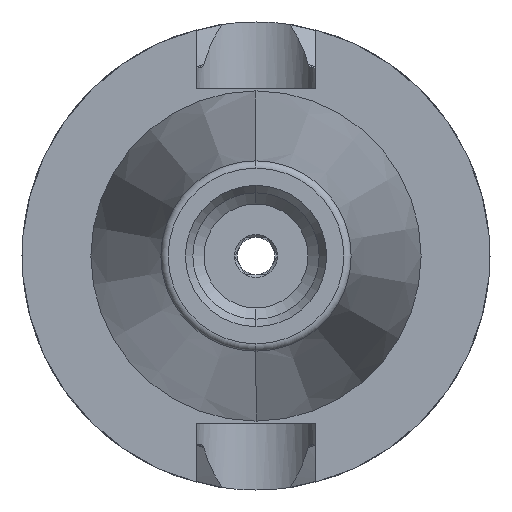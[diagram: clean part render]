
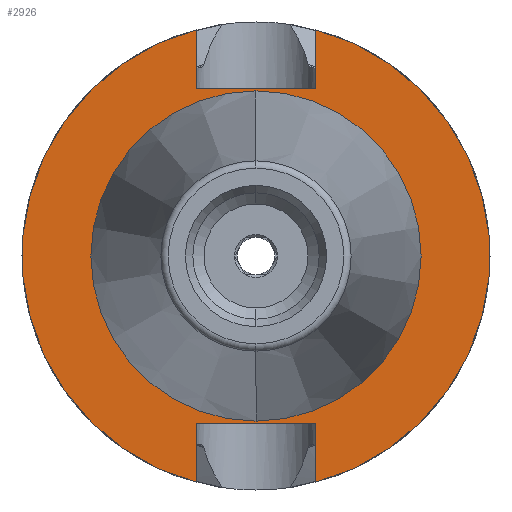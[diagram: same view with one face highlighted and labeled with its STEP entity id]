
A CAD part, left-side view. The second image highlights one B-rep face of the part: STEP entity #2926.
In plain terms, the highlighted planar face has unit normal (-1, 0, 0).
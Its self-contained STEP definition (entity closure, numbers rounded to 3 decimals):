
#131 = CARTESIAN_POINT ( 'NONE',  ( 2., -8.05, -22.6 ) ) ;
#230 = CARTESIAN_POINT ( 'NONE',  ( 2., 0., 21.725 ) ) ;
#296 = CARTESIAN_POINT ( 'NONE',  ( 2., 8.05, -30.454 ) ) ;
#725 = VECTOR ( 'NONE', #9087, 1000. ) ;
#776 = CIRCLE ( 'NONE', #3985, 31.5 ) ;
#811 = AXIS2_PLACEMENT_3D ( 'NONE', #2711, #2677, #2655 ) ;
#827 = CARTESIAN_POINT ( 'NONE',  ( 2., 8.05, 30.454 ) ) ;
#948 = VECTOR ( 'NONE', #4649, 1000. ) ;
#987 = EDGE_LOOP ( 'NONE', ( #1382, #5258, #7632, #8709, #3477, #2715, #3962, #8969 ) ) ;
#1084 = VERTEX_POINT ( 'NONE', #230 ) ;
#1369 = DIRECTION ( 'NONE',  ( 0., 0., -1. ) ) ;
#1382 = ORIENTED_EDGE ( 'NONE', *, *, #3843, .T. ) ;
#1881 = EDGE_LOOP ( 'NONE', ( #9086, #6921 ) ) ;
#2055 = CARTESIAN_POINT ( 'NONE',  ( 2., -8.05, 22.6 ) ) ;
#2294 = VECTOR ( 'NONE', #3742, 1000. ) ;
#2407 = CARTESIAN_POINT ( 'NONE',  ( 2., 8.05, 22.6 ) ) ;
#2432 = AXIS2_PLACEMENT_3D ( 'NONE', #3044, #3032, #3018 ) ;
#2598 = EDGE_CURVE ( 'NONE', #4069, #1084, #8298, .T. ) ;
#2655 = DIRECTION ( 'NONE',  ( 0., 0., -1. ) ) ;
#2677 = DIRECTION ( 'NONE',  ( 1., 0., 0. ) ) ;
#2711 = CARTESIAN_POINT ( 'NONE',  ( 2., 0., 0. ) ) ;
#2715 = ORIENTED_EDGE ( 'NONE', *, *, #4615, .F. ) ;
#2721 = LINE ( 'NONE', #9101, #725 ) ;
#2818 = CIRCLE ( 'NONE', #2432, 31.5 ) ;
#2926 = ADVANCED_FACE ( 'NONE', ( #7761, #5213 ), #10018, .F. ) ;
#2952 = EDGE_CURVE ( 'NONE', #1084, #4069, #3640, .T. ) ;
#3018 = DIRECTION ( 'NONE',  ( 0., 0., 1. ) ) ;
#3032 = DIRECTION ( 'NONE',  ( -1., 0., 0. ) ) ;
#3044 = CARTESIAN_POINT ( 'NONE',  ( 2., 0., 0. ) ) ;
#3166 = CARTESIAN_POINT ( 'NONE',  ( 2., -8.05, -30.454 ) ) ;
#3197 = AXIS2_PLACEMENT_3D ( 'NONE', #9209, #9195, #9185 ) ;
#3477 = ORIENTED_EDGE ( 'NONE', *, *, #4223, .T. ) ;
#3640 = CIRCLE ( 'NONE', #3197, 21.725 ) ;
#3742 = DIRECTION ( 'NONE',  ( 0., 0., 1. ) ) ;
#3818 = AXIS2_PLACEMENT_3D ( 'NONE', #9827, #9792, #9756 ) ;
#3843 = EDGE_CURVE ( 'NONE', #5709, #6851, #776, .T. ) ;
#3962 = ORIENTED_EDGE ( 'NONE', *, *, #4631, .F. ) ;
#3985 = AXIS2_PLACEMENT_3D ( 'NONE', #8654, #8627, #8601 ) ;
#4029 = EDGE_CURVE ( 'NONE', #5974, #6851, #8678, .T. ) ;
#4069 = VERTEX_POINT ( 'NONE', #5483 ) ;
#4108 = EDGE_CURVE ( 'NONE', #4390, #5974, #6044, .T. ) ;
#4122 = CARTESIAN_POINT ( 'NONE',  ( 2., -8.05, -30.454 ) ) ;
#4123 = VERTEX_POINT ( 'NONE', #4695 ) ;
#4184 = EDGE_CURVE ( 'NONE', #5626, #4390, #9499, .T. ) ;
#4223 = EDGE_CURVE ( 'NONE', #5626, #4123, #2818, .T. ) ;
#4251 = VERTEX_POINT ( 'NONE', #2407 ) ;
#4390 = VERTEX_POINT ( 'NONE', #131 ) ;
#4518 = VERTEX_POINT ( 'NONE', #2055 ) ;
#4615 = EDGE_CURVE ( 'NONE', #4518, #4123, #4959, .T. ) ;
#4631 = EDGE_CURVE ( 'NONE', #4251, #4518, #2721, .T. ) ;
#4649 = DIRECTION ( 'NONE',  ( 0., 1., 0. ) ) ;
#4695 = CARTESIAN_POINT ( 'NONE',  ( 2., -8.05, 30.454 ) ) ;
#4749 = EDGE_CURVE ( 'NONE', #5709, #4251, #6622, .T. ) ;
#4829 = CARTESIAN_POINT ( 'NONE',  ( 2., -8.05, -22.6 ) ) ;
#4959 = LINE ( 'NONE', #9184, #5695 ) ;
#5213 = FACE_BOUND ( 'NONE', #1881, .T. ) ;
#5258 = ORIENTED_EDGE ( 'NONE', *, *, #4029, .F. ) ;
#5378 = CARTESIAN_POINT ( 'NONE',  ( 2., 8.05, -22.6 ) ) ;
#5483 = CARTESIAN_POINT ( 'NONE',  ( 2., 0., -21.725 ) ) ;
#5626 = VERTEX_POINT ( 'NONE', #3166 ) ;
#5695 = VECTOR ( 'NONE', #9221, 1000. ) ;
#5709 = VERTEX_POINT ( 'NONE', #827 ) ;
#5974 = VERTEX_POINT ( 'NONE', #5378 ) ;
#6044 = LINE ( 'NONE', #4829, #948 ) ;
#6098 = DIRECTION ( 'NONE',  ( 0., 0., -1. ) ) ;
#6357 = CARTESIAN_POINT ( 'NONE',  ( 2., 8.05, -30.454 ) ) ;
#6537 = VECTOR ( 'NONE', #6098, 1000. ) ;
#6622 = LINE ( 'NONE', #7928, #8976 ) ;
#6851 = VERTEX_POINT ( 'NONE', #296 ) ;
#6921 = ORIENTED_EDGE ( 'NONE', *, *, #2598, .T. ) ;
#7632 = ORIENTED_EDGE ( 'NONE', *, *, #4108, .F. ) ;
#7761 = FACE_OUTER_BOUND ( 'NONE', #987, .T. ) ;
#7928 = CARTESIAN_POINT ( 'NONE',  ( 2., 8.05, 30.454 ) ) ;
#8298 = CIRCLE ( 'NONE', #811, 21.725 ) ;
#8601 = DIRECTION ( 'NONE',  ( 0., 0., 1. ) ) ;
#8627 = DIRECTION ( 'NONE',  ( -1., 0., 0. ) ) ;
#8654 = CARTESIAN_POINT ( 'NONE',  ( 2., 0., 0. ) ) ;
#8678 = LINE ( 'NONE', #6357, #6537 ) ;
#8709 = ORIENTED_EDGE ( 'NONE', *, *, #4184, .F. ) ;
#8969 = ORIENTED_EDGE ( 'NONE', *, *, #4749, .F. ) ;
#8976 = VECTOR ( 'NONE', #1369, 1000. ) ;
#9086 = ORIENTED_EDGE ( 'NONE', *, *, #2952, .T. ) ;
#9087 = DIRECTION ( 'NONE',  ( 0., -1., 0. ) ) ;
#9101 = CARTESIAN_POINT ( 'NONE',  ( 2., -8.05, 22.6 ) ) ;
#9184 = CARTESIAN_POINT ( 'NONE',  ( 2., -8.05, 30.454 ) ) ;
#9185 = DIRECTION ( 'NONE',  ( 0., 0., -1. ) ) ;
#9195 = DIRECTION ( 'NONE',  ( 1., 0., 0. ) ) ;
#9209 = CARTESIAN_POINT ( 'NONE',  ( 2., 0., 0. ) ) ;
#9221 = DIRECTION ( 'NONE',  ( 0., 0., 1. ) ) ;
#9499 = LINE ( 'NONE', #4122, #2294 ) ;
#9756 = DIRECTION ( 'NONE',  ( 0., 0., -1. ) ) ;
#9792 = DIRECTION ( 'NONE',  ( 1., 0., 0. ) ) ;
#9827 = CARTESIAN_POINT ( 'NONE',  ( 2., 0., 0. ) ) ;
#10018 = PLANE ( 'NONE',  #3818 ) ;
